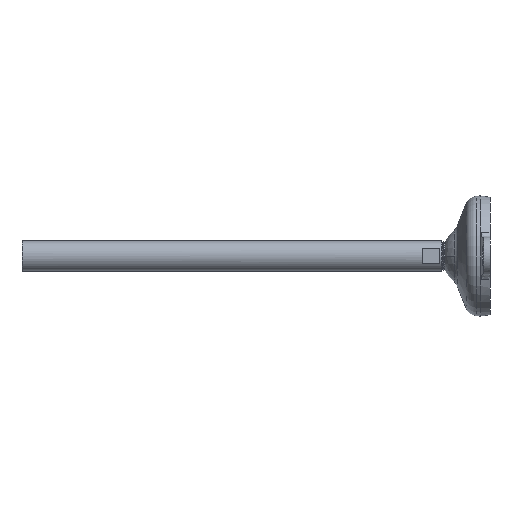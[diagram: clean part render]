
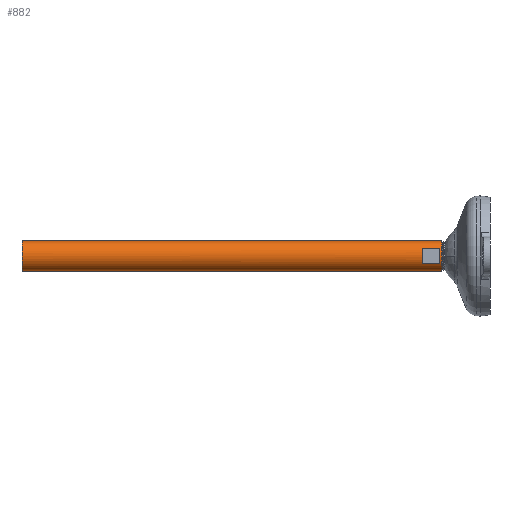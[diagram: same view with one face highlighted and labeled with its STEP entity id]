
A CAD part, left-side view. The second image highlights one B-rep face of the part: STEP entity #882.
In plain terms, the highlighted cylindrical face has radius 10 mm (diameter 20 mm), a partial arc.
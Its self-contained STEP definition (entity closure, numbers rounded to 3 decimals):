
#16 = DIRECTION ( 'NONE',  ( 0., 0., -1. ) ) ;
#21 = DIRECTION ( 'NONE',  ( 0., 0., -1. ) ) ;
#117 = CARTESIAN_POINT ( 'NONE',  ( -8.5, 45., -5.268 ) ) ;
#119 = DIRECTION ( 'NONE',  ( 0., 1., 0. ) ) ;
#121 = CARTESIAN_POINT ( 'NONE',  ( 0., 0., 10. ) ) ;
#144 = ORIENTED_EDGE ( 'NONE', *, *, #1201, .T. ) ;
#169 = FACE_OUTER_BOUND ( 'NONE', #1564, .T. ) ;
#179 = CYLINDRICAL_SURFACE ( 'NONE', #1543, 10. ) ;
#187 = DIRECTION ( 'NONE',  ( 0., -1., 0. ) ) ;
#196 = VERTEX_POINT ( 'NONE', #798 ) ;
#205 = CARTESIAN_POINT ( 'NONE',  ( 0., 33.5, 0. ) ) ;
#219 = EDGE_CURVE ( 'NONE', #1701, #319, #1541, .T. ) ;
#228 = CARTESIAN_POINT ( 'NONE',  ( -8.5, 0., -5.268 ) ) ;
#248 = LINE ( 'NONE', #228, #557 ) ;
#281 = CARTESIAN_POINT ( 'NONE',  ( 0., 0., 0. ) ) ;
#302 = LINE ( 'NONE', #437, #367 ) ;
#319 = VERTEX_POINT ( 'NONE', #1535 ) ;
#363 = ORIENTED_EDGE ( 'NONE', *, *, #688, .T. ) ;
#367 = VECTOR ( 'NONE', #675, 1000. ) ;
#373 = EDGE_LOOP ( 'NONE', ( #1662, #144, #944, #841 ) ) ;
#412 = EDGE_CURVE ( 'NONE', #1701, #196, #1314, .T. ) ;
#419 = AXIS2_PLACEMENT_3D ( 'NONE', #1076, #940, #16 ) ;
#437 = CARTESIAN_POINT ( 'NONE',  ( -8.5, 0., 5.268 ) ) ;
#441 = FACE_BOUND ( 'NONE', #373, .T. ) ;
#501 = ORIENTED_EDGE ( 'NONE', *, *, #412, .F. ) ;
#537 = VERTEX_POINT ( 'NONE', #823 ) ;
#557 = VECTOR ( 'NONE', #119, 1000. ) ;
#613 = AXIS2_PLACEMENT_3D ( 'NONE', #803, #1344, #21 ) ;
#624 = ORIENTED_EDGE ( 'NONE', *, *, #1317, .F. ) ;
#643 = VERTEX_POINT ( 'NONE', #1384 ) ;
#654 = EDGE_CURVE ( 'NONE', #1149, #1320, #1661, .T. ) ;
#675 = DIRECTION ( 'NONE',  ( 0., -1., 0. ) ) ;
#686 = DIRECTION ( 'NONE',  ( 0., 0., -1. ) ) ;
#688 = EDGE_CURVE ( 'NONE', #319, #537, #1711, .T. ) ;
#754 = CIRCLE ( 'NONE', #1237, 10. ) ;
#798 = CARTESIAN_POINT ( 'NONE',  ( 0., 32., 10. ) ) ;
#802 = VERTEX_POINT ( 'NONE', #117 ) ;
#803 = CARTESIAN_POINT ( 'NONE',  ( 0., 32., 0. ) ) ;
#823 = CARTESIAN_POINT ( 'NONE',  ( 0., 32., -10. ) ) ;
#827 = CARTESIAN_POINT ( 'NONE',  ( 0., 311.5, 10. ) ) ;
#841 = ORIENTED_EDGE ( 'NONE', *, *, #654, .T. ) ;
#882 = ADVANCED_FACE ( 'NONE', ( #169, #441 ), #179, .T. ) ;
#916 = CARTESIAN_POINT ( 'NONE',  ( -8.5, 33.5, 5.268 ) ) ;
#939 = DIRECTION ( 'NONE',  ( 0., -1., 0. ) ) ;
#940 = DIRECTION ( 'NONE',  ( 0., -1., 0. ) ) ;
#944 = ORIENTED_EDGE ( 'NONE', *, *, #1677, .T. ) ;
#978 = DIRECTION ( 'NONE',  ( 0., 0., 1. ) ) ;
#1076 = CARTESIAN_POINT ( 'NONE',  ( 0., 311.5, 0. ) ) ;
#1093 = DIRECTION ( 'NONE',  ( 0., -1., 0. ) ) ;
#1101 = CARTESIAN_POINT ( 'NONE',  ( 0., 45., 0. ) ) ;
#1149 = VERTEX_POINT ( 'NONE', #916 ) ;
#1182 = DIRECTION ( 'NONE',  ( 0., -1., 0. ) ) ;
#1201 = EDGE_CURVE ( 'NONE', #802, #643, #754, .T. ) ;
#1237 = AXIS2_PLACEMENT_3D ( 'NONE', #1101, #1619, #978 ) ;
#1296 = AXIS2_PLACEMENT_3D ( 'NONE', #205, #187, #1673 ) ;
#1314 = LINE ( 'NONE', #121, #1723 ) ;
#1317 = EDGE_CURVE ( 'NONE', #196, #537, #1539, .T. ) ;
#1320 = VERTEX_POINT ( 'NONE', #1409 ) ;
#1344 = DIRECTION ( 'NONE',  ( 0., -1., 0. ) ) ;
#1384 = CARTESIAN_POINT ( 'NONE',  ( -8.5, 45., 5.268 ) ) ;
#1405 = VECTOR ( 'NONE', #939, 1000. ) ;
#1409 = CARTESIAN_POINT ( 'NONE',  ( -8.5, 33.5, -5.268 ) ) ;
#1518 = ORIENTED_EDGE ( 'NONE', *, *, #219, .T. ) ;
#1535 = CARTESIAN_POINT ( 'NONE',  ( 0., 311.5, -10. ) ) ;
#1539 = CIRCLE ( 'NONE', #613, 10. ) ;
#1541 = CIRCLE ( 'NONE', #419, 10. ) ;
#1543 = AXIS2_PLACEMENT_3D ( 'NONE', #281, #1093, #686 ) ;
#1564 = EDGE_LOOP ( 'NONE', ( #501, #1518, #363, #624 ) ) ;
#1609 = EDGE_CURVE ( 'NONE', #1320, #802, #248, .T. ) ;
#1619 = DIRECTION ( 'NONE',  ( 0., 1., 0. ) ) ;
#1648 = CARTESIAN_POINT ( 'NONE',  ( 0., 0., -10. ) ) ;
#1661 = CIRCLE ( 'NONE', #1296, 10. ) ;
#1662 = ORIENTED_EDGE ( 'NONE', *, *, #1609, .T. ) ;
#1673 = DIRECTION ( 'NONE',  ( 0., 0., -1. ) ) ;
#1677 = EDGE_CURVE ( 'NONE', #643, #1149, #302, .T. ) ;
#1701 = VERTEX_POINT ( 'NONE', #827 ) ;
#1711 = LINE ( 'NONE', #1648, #1405 ) ;
#1723 = VECTOR ( 'NONE', #1182, 1000. ) ;
